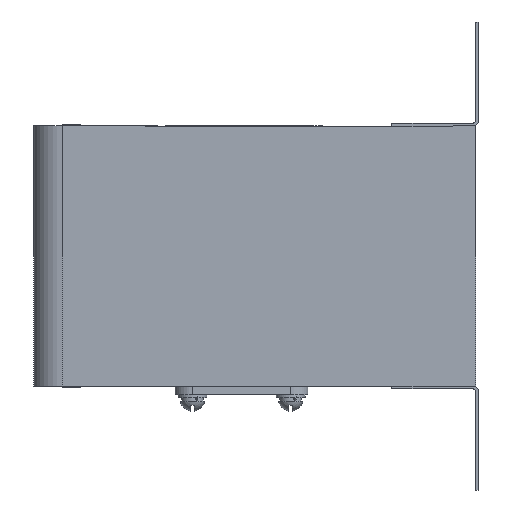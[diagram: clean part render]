
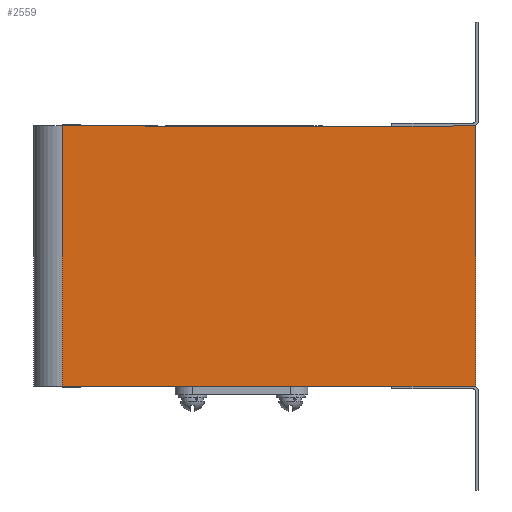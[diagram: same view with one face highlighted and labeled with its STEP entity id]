
A CAD part, left-side view. The second image highlights one B-rep face of the part: STEP entity #2559.
In plain terms, the highlighted planar face has unit normal (-1, 0, 0).
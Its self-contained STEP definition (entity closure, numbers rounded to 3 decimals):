
#16 = FACE_OUTER_BOUND ( 'NONE', #677, .T. ) ;
#441 = CARTESIAN_POINT ( 'NONE',  ( -33.617, 9.893, 120.815 ) ) ;
#550 = LINE ( 'NONE', #4841, #12341 ) ;
#677 = EDGE_LOOP ( 'NONE', ( #5233, #1604, #12072, #9747, #10494, #10848, #1755, #13604 ) ) ;
#738 = CARTESIAN_POINT ( 'NONE',  ( -33.617, 38.893, 120.815 ) ) ;
#938 = VERTEX_POINT ( 'NONE', #8983 ) ;
#1357 = CARTESIAN_POINT ( 'NONE',  ( -33.617, 38.893, 210.815 ) ) ;
#1551 = LINE ( 'NONE', #5894, #9475 ) ;
#1604 = ORIENTED_EDGE ( 'NONE', *, *, #3507, .T. ) ;
#1755 = ORIENTED_EDGE ( 'NONE', *, *, #6944, .F. ) ;
#1770 = EDGE_CURVE ( 'NONE', #10008, #11388, #11807, .T. ) ;
#2185 = AXIS2_PLACEMENT_3D ( 'NONE', #2210, #6572, #10893 ) ;
#2210 = CARTESIAN_POINT ( 'NONE',  ( -33.617, 162.893, 120.815 ) ) ;
#2364 = LINE ( 'NONE', #6742, #10258 ) ;
#2479 = CARTESIAN_POINT ( 'NONE',  ( -33.617, 152.893, 120.815 ) ) ;
#2559 = ADVANCED_FACE ( 'NONE', ( #16 ), #4270, .T. ) ;
#3107 = CARTESIAN_POINT ( 'NONE',  ( -33.617, 162.893, 210.815 ) ) ;
#3507 = EDGE_CURVE ( 'NONE', #938, #10752, #7452, .T. ) ;
#3654 = LINE ( 'NONE', #8017, #9462 ) ;
#3729 = LINE ( 'NONE', #8090, #4593 ) ;
#3769 = CARTESIAN_POINT ( 'NONE',  ( -33.617, 10.893, 120.815 ) ) ;
#4270 = PLANE ( 'NONE',  #2185 ) ;
#4549 = EDGE_CURVE ( 'NONE', #6678, #11772, #550, .T. ) ;
#4593 = VECTOR ( 'NONE', #12455, 1000. ) ;
#4678 = VECTOR ( 'NONE', #8502, 1000. ) ;
#4840 = LINE ( 'NONE', #9170, #5536 ) ;
#4841 = CARTESIAN_POINT ( 'NONE',  ( -33.617, 162.893, 120.815 ) ) ;
#5233 = ORIENTED_EDGE ( 'NONE', *, *, #6999, .F. ) ;
#5536 = VECTOR ( 'NONE', #13572, 1000. ) ;
#5894 = CARTESIAN_POINT ( 'NONE',  ( -33.617, 162.893, 210.815 ) ) ;
#6572 = DIRECTION ( 'NONE',  ( -1., 0., 0. ) ) ;
#6678 = VERTEX_POINT ( 'NONE', #738 ) ;
#6742 = CARTESIAN_POINT ( 'NONE',  ( -33.617, 162.893, 120.815 ) ) ;
#6944 = EDGE_CURVE ( 'NONE', #11388, #9117, #3654, .T. ) ;
#6999 = EDGE_CURVE ( 'NONE', #938, #10008, #1551, .T. ) ;
#7271 = VERTEX_POINT ( 'NONE', #441 ) ;
#7347 = CARTESIAN_POINT ( 'NONE',  ( -33.617, 9.893, 210.815 ) ) ;
#7452 = LINE ( 'NONE', #10851, #4678 ) ;
#7485 = DIRECTION ( 'NONE',  ( 0., -1., 0. ) ) ;
#8017 = CARTESIAN_POINT ( 'NONE',  ( -33.617, 162.893, 210.815 ) ) ;
#8019 = VECTOR ( 'NONE', #7485, 1000. ) ;
#8090 = CARTESIAN_POINT ( 'NONE',  ( -33.617, 9.893, 120.815 ) ) ;
#8502 = DIRECTION ( 'NONE',  ( 0., 0., -1. ) ) ;
#8983 = CARTESIAN_POINT ( 'NONE',  ( -33.617, 152.893, 210.815 ) ) ;
#9117 = VERTEX_POINT ( 'NONE', #7347 ) ;
#9170 = CARTESIAN_POINT ( 'NONE',  ( -33.617, 162.893, 120.815 ) ) ;
#9172 = DIRECTION ( 'NONE',  ( 0., -1., 0. ) ) ;
#9462 = VECTOR ( 'NONE', #12375, 1000. ) ;
#9475 = VECTOR ( 'NONE', #10219, 1000. ) ;
#9747 = ORIENTED_EDGE ( 'NONE', *, *, #4549, .T. ) ;
#10006 = EDGE_CURVE ( 'NONE', #10752, #6678, #2364, .T. ) ;
#10008 = VERTEX_POINT ( 'NONE', #1357 ) ;
#10219 = DIRECTION ( 'NONE',  ( 0., -1., 0. ) ) ;
#10258 = VECTOR ( 'NONE', #11064, 1000. ) ;
#10494 = ORIENTED_EDGE ( 'NONE', *, *, #11009, .T. ) ;
#10502 = EDGE_CURVE ( 'NONE', #9117, #7271, #3729, .T. ) ;
#10752 = VERTEX_POINT ( 'NONE', #2479 ) ;
#10848 = ORIENTED_EDGE ( 'NONE', *, *, #10502, .F. ) ;
#10851 = CARTESIAN_POINT ( 'NONE',  ( -33.617, 152.893, 120.815 ) ) ;
#10893 = DIRECTION ( 'NONE',  ( 0., 0., 1. ) ) ;
#11009 = EDGE_CURVE ( 'NONE', #11772, #7271, #4840, .T. ) ;
#11064 = DIRECTION ( 'NONE',  ( 0., -1., 0. ) ) ;
#11388 = VERTEX_POINT ( 'NONE', #13178 ) ;
#11772 = VERTEX_POINT ( 'NONE', #3769 ) ;
#11807 = LINE ( 'NONE', #3107, #8019 ) ;
#12072 = ORIENTED_EDGE ( 'NONE', *, *, #10006, .T. ) ;
#12341 = VECTOR ( 'NONE', #9172, 1000. ) ;
#12375 = DIRECTION ( 'NONE',  ( 0., -1., 0. ) ) ;
#12455 = DIRECTION ( 'NONE',  ( 0., 0., -1. ) ) ;
#13178 = CARTESIAN_POINT ( 'NONE',  ( -33.617, 10.893, 210.815 ) ) ;
#13572 = DIRECTION ( 'NONE',  ( 0., -1., 0. ) ) ;
#13604 = ORIENTED_EDGE ( 'NONE', *, *, #1770, .F. ) ;
